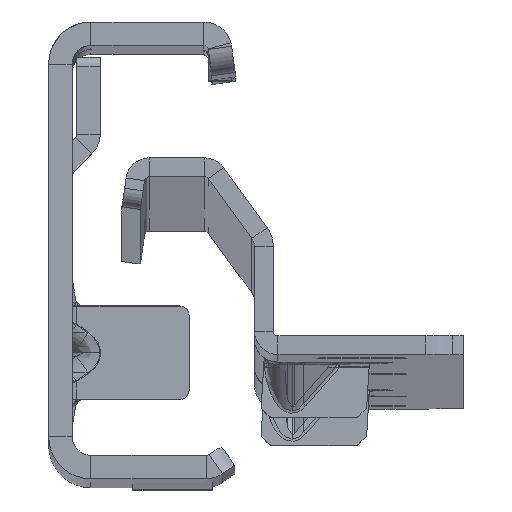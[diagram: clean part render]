
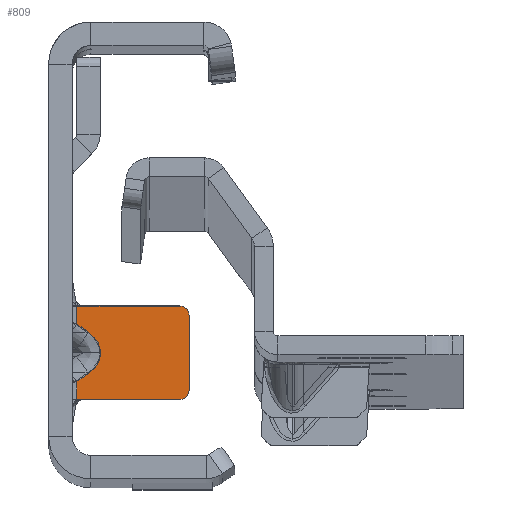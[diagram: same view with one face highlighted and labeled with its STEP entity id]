
A CAD part, top view. The second image highlights one B-rep face of the part: STEP entity #809.
In plain terms, the highlighted planar face has unit normal (0, 0, 1).
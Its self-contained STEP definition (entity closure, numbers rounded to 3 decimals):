
#83 = LINE ( 'NONE', #6112, #13019 ) ;
#97 = VERTEX_POINT ( 'NONE', #16094 ) ;
#102 = CIRCLE ( 'NONE', #12908, 1. ) ;
#220 = CARTESIAN_POINT ( 'NONE',  ( 0.708, -4.6, -541.5 ) ) ;
#360 = ORIENTED_EDGE ( 'NONE', *, *, #9168, .F. ) ;
#384 = DIRECTION ( 'NONE',  ( 0., 0., 1. ) ) ;
#758 = ORIENTED_EDGE ( 'NONE', *, *, #6552, .T. ) ;
#809 = ADVANCED_FACE ( 'NONE', ( #8822 ), #2604, .F. ) ;
#1106 = LINE ( 'NONE', #9771, #13417 ) ;
#1179 = VERTEX_POINT ( 'NONE', #8231 ) ;
#1299 = CARTESIAN_POINT ( 'NONE',  ( 0.5, 22.3, -541.5 ) ) ;
#1804 = CARTESIAN_POINT ( 'NONE',  ( 11.5, -5.6, -541.5 ) ) ;
#2264 = ORIENTED_EDGE ( 'NONE', *, *, #8669, .T. ) ;
#2418 = ORIENTED_EDGE ( 'NONE', *, *, #8836, .F. ) ;
#2488 = LINE ( 'NONE', #6340, #3871 ) ;
#2604 = PLANE ( 'NONE',  #6313 ) ;
#2666 = CARTESIAN_POINT ( 'NONE',  ( 11.5, -14.6, -541.5 ) ) ;
#2768 = VERTEX_POINT ( 'NONE', #4542 ) ;
#2806 = LINE ( 'NONE', #7949, #16034 ) ;
#2912 = ORIENTED_EDGE ( 'NONE', *, *, #6674, .T. ) ;
#3326 = CARTESIAN_POINT ( 'NONE',  ( 3.573, -10.508, -541.5 ) ) ;
#3366 = LINE ( 'NONE', #5808, #12920 ) ;
#3687 = VERTEX_POINT ( 'NONE', #220 ) ;
#3767 = ORIENTED_EDGE ( 'NONE', *, *, #4826, .F. ) ;
#3780 = DIRECTION ( 'NONE',  ( 1., 0., 0. ) ) ;
#3808 = VECTOR ( 'NONE', #10128, 1000. ) ;
#3871 = VECTOR ( 'NONE', #4781, 1000. ) ;
#3970 =( BOUNDED_CURVE ( )  B_SPLINE_CURVE ( 3, ( #14569, #3326, #15866, #4629 ),
 .UNSPECIFIED., .F., .T. ) 
 B_SPLINE_CURVE_WITH_KNOTS ( ( 4, 4 ),
 ( 2.356, 3.927 ),
 .UNSPECIFIED. ) 
 CURVE ( )  GEOMETRIC_REPRESENTATION_ITEM ( )  RATIONAL_B_SPLINE_CURVE ( ( 1., 0.805, 0.805, 1. ) ) 
 REPRESENTATION_ITEM ( '' )  );
#4080 = LINE ( 'NONE', #9056, #4910 ) ;
#4542 = CARTESIAN_POINT ( 'NONE',  ( 0.5, -6.519, -541.5 ) ) ;
#4550 = CARTESIAN_POINT ( 'NONE',  ( 1.757, -7.408, -541.5 ) ) ;
#4561 = LINE ( 'NONE', #4644, #13046 ) ;
#4629 = CARTESIAN_POINT ( 'NONE',  ( 1.757, -7.408, -541.5 ) ) ;
#4644 = CARTESIAN_POINT ( 'NONE',  ( 1.367, -7.131, -541.5 ) ) ;
#4781 = DIRECTION ( 'NONE',  ( -1., 0., 0. ) ) ;
#4826 = EDGE_CURVE ( 'NONE', #1179, #8920, #2806, .T. ) ;
#4866 = CARTESIAN_POINT ( 'NONE',  ( 12.5, -13.6, -541.5 ) ) ;
#4910 = VECTOR ( 'NONE', #15551, 1000. ) ;
#5156 = EDGE_CURVE ( 'NONE', #97, #14328, #12115, .T. ) ;
#5308 = DIRECTION ( 'NONE',  ( 0., 1., 0. ) ) ;
#5360 = DIRECTION ( 'NONE',  ( 0., 1., 0. ) ) ;
#5407 = ORIENTED_EDGE ( 'NONE', *, *, #14597, .T. ) ;
#5808 = CARTESIAN_POINT ( 'NONE',  ( 12.5, -5.6, -541.5 ) ) ;
#5826 = CARTESIAN_POINT ( 'NONE',  ( 0.708, -14.6, -541.5 ) ) ;
#6085 = AXIS2_PLACEMENT_3D ( 'NONE', #1804, #9318, #6873 ) ;
#6112 = CARTESIAN_POINT ( 'NONE',  ( 2.624, -11.179, -541.5 ) ) ;
#6313 = AXIS2_PLACEMENT_3D ( 'NONE', #14105, #11616, #5308 ) ;
#6340 = CARTESIAN_POINT ( 'NONE',  ( -1.826, -4.6, -541.5 ) ) ;
#6434 = CARTESIAN_POINT ( 'NONE',  ( 0.5, -4.6, -541.5 ) ) ;
#6552 = EDGE_CURVE ( 'NONE', #3687, #9305, #1106, .T. ) ;
#6651 = DIRECTION ( 'NONE',  ( 0., 1., 0. ) ) ;
#6674 = EDGE_CURVE ( 'NONE', #11930, #13204, #102, .T. ) ;
#6873 = DIRECTION ( 'NONE',  ( 0., -1., 0. ) ) ;
#7124 = EDGE_CURVE ( 'NONE', #13204, #97, #3366, .T. ) ;
#7328 = ORIENTED_EDGE ( 'NONE', *, *, #5156, .T. ) ;
#7949 = CARTESIAN_POINT ( 'NONE',  ( 0.5, 22.3, -541.5 ) ) ;
#8231 = CARTESIAN_POINT ( 'NONE',  ( 0.5, -14.6, -541.5 ) ) ;
#8669 = EDGE_CURVE ( 'NONE', #1179, #13810, #8753, .T. ) ;
#8753 = LINE ( 'NONE', #16159, #10338 ) ;
#8822 = FACE_OUTER_BOUND ( 'NONE', #11252, .T. ) ;
#8836 = EDGE_CURVE ( 'NONE', #2768, #9305, #15076, .T. ) ;
#8920 = VERTEX_POINT ( 'NONE', #11365 ) ;
#9056 = CARTESIAN_POINT ( 'NONE',  ( -1.826, -14.6, -541.5 ) ) ;
#9127 = ORIENTED_EDGE ( 'NONE', *, *, #14419, .T. ) ;
#9167 = VERTEX_POINT ( 'NONE', #4550 ) ;
#9168 = EDGE_CURVE ( 'NONE', #10691, #9167, #3970, .T. ) ;
#9305 = VERTEX_POINT ( 'NONE', #6434 ) ;
#9318 = DIRECTION ( 'NONE',  ( 0., 0., 1. ) ) ;
#9324 = ORIENTED_EDGE ( 'NONE', *, *, #14200, .F. ) ;
#9771 = CARTESIAN_POINT ( 'NONE',  ( -1.826, -4.6, -541.5 ) ) ;
#10128 = DIRECTION ( 'NONE',  ( 0., 1., 0. ) ) ;
#10338 = VECTOR ( 'NONE', #3780, 1000. ) ;
#10691 = VERTEX_POINT ( 'NONE', #13250 ) ;
#10783 = DIRECTION ( 'NONE',  ( -0.816, 0.577, 0. ) ) ;
#11252 = EDGE_LOOP ( 'NONE', ( #13789, #360, #9324, #3767, #2264, #9127, #2912, #13032, #7328, #5407, #758, #2418 ) ) ;
#11365 = CARTESIAN_POINT ( 'NONE',  ( 0.5, -12.681, -541.5 ) ) ;
#11616 = DIRECTION ( 'NONE',  ( 0., 0., -1. ) ) ;
#11685 = CARTESIAN_POINT ( 'NONE',  ( 11.5, -4.6, -541.5 ) ) ;
#11930 = VERTEX_POINT ( 'NONE', #2666 ) ;
#12115 = CIRCLE ( 'NONE', #6085, 1. ) ;
#12508 = DIRECTION ( 'NONE',  ( -1., 0., 0. ) ) ;
#12824 = CARTESIAN_POINT ( 'NONE',  ( 11.5, -13.6, -541.5 ) ) ;
#12908 = AXIS2_PLACEMENT_3D ( 'NONE', #12824, #384, #5360 ) ;
#12920 = VECTOR ( 'NONE', #14374, 1000. ) ;
#13019 = VECTOR ( 'NONE', #13505, 1000. ) ;
#13032 = ORIENTED_EDGE ( 'NONE', *, *, #7124, .T. ) ;
#13046 = VECTOR ( 'NONE', #10783, 1000. ) ;
#13204 = VERTEX_POINT ( 'NONE', #4866 ) ;
#13250 = CARTESIAN_POINT ( 'NONE',  ( 1.757, -11.792, -541.5 ) ) ;
#13417 = VECTOR ( 'NONE', #12508, 1000. ) ;
#13505 = DIRECTION ( 'NONE',  ( 0.816, 0.577, 0. ) ) ;
#13789 = ORIENTED_EDGE ( 'NONE', *, *, #15295, .F. ) ;
#13810 = VERTEX_POINT ( 'NONE', #5826 ) ;
#14105 = CARTESIAN_POINT ( 'NONE',  ( -7.326, 22.3, -541.5 ) ) ;
#14200 = EDGE_CURVE ( 'NONE', #8920, #10691, #83, .T. ) ;
#14328 = VERTEX_POINT ( 'NONE', #11685 ) ;
#14374 = DIRECTION ( 'NONE',  ( 0., 1., 0. ) ) ;
#14419 = EDGE_CURVE ( 'NONE', #13810, #11930, #4080, .T. ) ;
#14569 = CARTESIAN_POINT ( 'NONE',  ( 1.757, -11.792, -541.5 ) ) ;
#14597 = EDGE_CURVE ( 'NONE', #14328, #3687, #2488, .T. ) ;
#15076 = LINE ( 'NONE', #1299, #3808 ) ;
#15295 = EDGE_CURVE ( 'NONE', #9167, #2768, #4561, .T. ) ;
#15551 = DIRECTION ( 'NONE',  ( 1., 0., 0. ) ) ;
#15866 = CARTESIAN_POINT ( 'NONE',  ( 3.573, -8.692, -541.5 ) ) ;
#16034 = VECTOR ( 'NONE', #6651, 1000. ) ;
#16094 = CARTESIAN_POINT ( 'NONE',  ( 12.5, -5.6, -541.5 ) ) ;
#16159 = CARTESIAN_POINT ( 'NONE',  ( -1.826, -14.6, -541.5 ) ) ;
